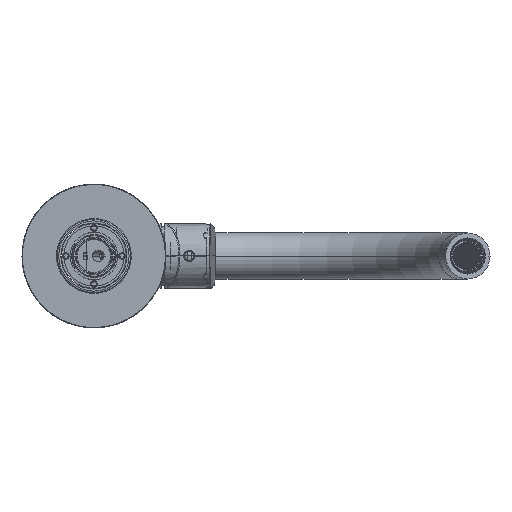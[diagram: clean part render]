
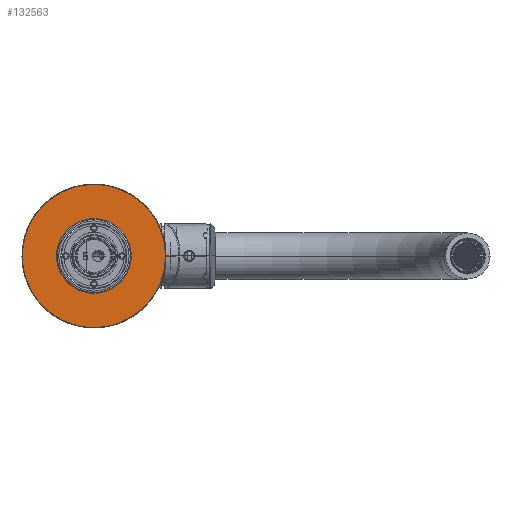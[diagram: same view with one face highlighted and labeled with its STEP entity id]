
A CAD part, front view. The second image highlights one B-rep face of the part: STEP entity #132563.
In plain terms, the highlighted face is planar.
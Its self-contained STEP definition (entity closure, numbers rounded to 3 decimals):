
#132210=CARTESIAN_POINT('',(50.,0.,2.5));
#132211=CARTESIAN_POINT('',(50.,2.946,2.5));
#132212=CARTESIAN_POINT('',(49.477,9.059,2.5));
#132213=CARTESIAN_POINT('',(46.823,18.462,2.5));
#132214=CARTESIAN_POINT('',(42.166,27.523,2.5));
#132215=CARTESIAN_POINT('',(35.611,35.611,2.5));
#132216=CARTESIAN_POINT('',(27.523,42.166,2.5));
#132217=CARTESIAN_POINT('',(19.972,46.047,2.5));
#132218=CARTESIAN_POINT('',(13.76,48.151,2.5));
#132219=CARTESIAN_POINT('',(9.088,49.243,2.5));
#132220=CARTESIAN_POINT('',(5.244,49.765,2.5));
#132221=CARTESIAN_POINT('',(2.221,49.967,2.5));
#132222=CARTESIAN_POINT('',(0.,50.016,2.5));
#132223=CARTESIAN_POINT('',(-2.221,49.967,2.5));
#132224=CARTESIAN_POINT('',(-5.244,49.765,2.5));
#132225=CARTESIAN_POINT('',(-9.088,49.243,2.5));
#132226=CARTESIAN_POINT('',(-13.76,48.151,2.5));
#132227=CARTESIAN_POINT('',(-19.972,46.047,2.5));
#132228=CARTESIAN_POINT('',(-27.523,42.166,2.5));
#132229=CARTESIAN_POINT('',(-35.611,35.611,2.5));
#132230=CARTESIAN_POINT('',(-42.166,27.523,2.5));
#132231=CARTESIAN_POINT('',(-46.823,18.462,2.5));
#132232=CARTESIAN_POINT('',(-49.477,9.059,2.5));
#132233=CARTESIAN_POINT('',(-50.,2.946,2.5));
#132234=CARTESIAN_POINT('',(-50.,0.,2.5));
#132236=CARTESIAN_POINT('',(-50.,0.,2.5));
#132237=CARTESIAN_POINT('',(-50.,-2.946,2.5));
#132238=CARTESIAN_POINT('',(-49.477,-9.059,2.5));
#132239=CARTESIAN_POINT('',(-46.823,-18.462,2.5));
#132240=CARTESIAN_POINT('',(-42.166,-27.523,2.5));
#132241=CARTESIAN_POINT('',(-35.611,-35.611,2.5));
#132242=CARTESIAN_POINT('',(-27.523,-42.166,2.5));
#132243=CARTESIAN_POINT('',(-19.972,-46.047,2.5));
#132244=CARTESIAN_POINT('',(-13.76,-48.151,2.5));
#132245=CARTESIAN_POINT('',(-9.088,-49.243,2.5));
#132246=CARTESIAN_POINT('',(-5.244,-49.765,2.5));
#132247=CARTESIAN_POINT('',(-2.221,-49.967,2.5));
#132248=CARTESIAN_POINT('',(0.,-50.016,2.5));
#132249=CARTESIAN_POINT('',(2.221,-49.967,2.5));
#132250=CARTESIAN_POINT('',(5.244,-49.765,2.5));
#132251=CARTESIAN_POINT('',(9.088,-49.243,2.5));
#132252=CARTESIAN_POINT('',(13.76,-48.151,2.5));
#132253=CARTESIAN_POINT('',(19.972,-46.047,2.5));
#132254=CARTESIAN_POINT('',(27.523,-42.166,2.5));
#132255=CARTESIAN_POINT('',(35.611,-35.611,2.5));
#132256=CARTESIAN_POINT('',(42.166,-27.523,2.5));
#132257=CARTESIAN_POINT('',(46.823,-18.462,2.5));
#132258=CARTESIAN_POINT('',(49.477,-9.059,2.5));
#132259=CARTESIAN_POINT('',(50.,-2.946,2.5));
#132260=CARTESIAN_POINT('',(50.,0.,2.5));
#132272=CARTESIAN_POINT('',(0.,0.,2.5));
#132273=DIRECTION('',(0.,0.,1.));
#132274=DIRECTION('',(-1.,0.,0.));
#132275=AXIS2_PLACEMENT_3D('',#132272,#132273,#132274);
#132277=CARTESIAN_POINT('',(0.,0.,2.5));
#132278=DIRECTION('',(0.,0.,1.));
#132279=DIRECTION('',(1.,0.,0.));
#132280=AXIS2_PLACEMENT_3D('',#132277,#132278,#132279);
#132458=VERTEX_POINT('',#132210);
#132459=VERTEX_POINT('',#132234);
#132476=CARTESIAN_POINT('',(-26.,0.,2.5));
#132477=CARTESIAN_POINT('',(26.,0.,2.5));
#132478=VERTEX_POINT('',#132476);
#132479=VERTEX_POINT('',#132477);
#132546=CARTESIAN_POINT('',(0.,0.,2.5));
#132547=DIRECTION('',(0.,0.,1.));
#132548=DIRECTION('',(1.,0.,0.));
#132549=AXIS2_PLACEMENT_3D('',#132546,#132547,#132548);
#132550=PLANE('',#132549);
#132552=ORIENTED_EDGE('',*,*,#132551,.F.);
#132554=ORIENTED_EDGE('',*,*,#132553,.F.);
#132555=EDGE_LOOP('',(#132552,#132554));
#132556=FACE_OUTER_BOUND('',#132555,.F.);
#132558=ORIENTED_EDGE('',*,*,#132557,.T.);
#132560=ORIENTED_EDGE('',*,*,#132559,.T.);
#132561=EDGE_LOOP('',(#132558,#132560));
#132562=FACE_BOUND('',#132561,.F.);
#132563=ADVANCED_FACE('',(#132556,#132562),#132550,.T.);
#132235=B_SPLINE_CURVE_WITH_KNOTS('',3,(#132210,#132211,#132212,#132213,#132214,
#132215,#132216,#132217,#132218,#132219,#132220,#132221,#132222,#132223,#132224,
#132225,#132226,#132227,#132228,#132229,#132230,#132231,#132232,#132233,
#132234),.UNSPECIFIED.,.F.,.F.,(4,1,1,1,1,1,1,1,1,1,1,1,1,1,1,1,1,1,1,1,1,1,4),(
0.,0.063,0.125,0.188,0.25,0.313,0.375,0.406,0.438,
0.469,0.484,0.5,0.516,0.531,0.563,0.594,0.625,
0.688,0.75,0.813,0.875,0.938,1.),.UNSPECIFIED.);
#132261=B_SPLINE_CURVE_WITH_KNOTS('',3,(#132236,#132237,#132238,#132239,#132240,
#132241,#132242,#132243,#132244,#132245,#132246,#132247,#132248,#132249,#132250,
#132251,#132252,#132253,#132254,#132255,#132256,#132257,#132258,#132259,
#132260),.UNSPECIFIED.,.F.,.F.,(4,1,1,1,1,1,1,1,1,1,1,1,1,1,1,1,1,1,1,1,1,1,4),(
0.,0.063,0.125,0.188,0.25,0.313,0.375,0.406,0.438,
0.469,0.484,0.5,0.516,0.531,0.563,0.594,0.625,
0.688,0.75,0.813,0.875,0.938,1.),.UNSPECIFIED.);
#132276=CIRCLE('',#132275,26.);
#132281=CIRCLE('',#132280,26.);
#132551=EDGE_CURVE('',#132458,#132459,#132235,.T.);
#132553=EDGE_CURVE('',#132459,#132458,#132261,.T.);
#132557=EDGE_CURVE('',#132478,#132479,#132276,.T.);
#132559=EDGE_CURVE('',#132479,#132478,#132281,.T.);
